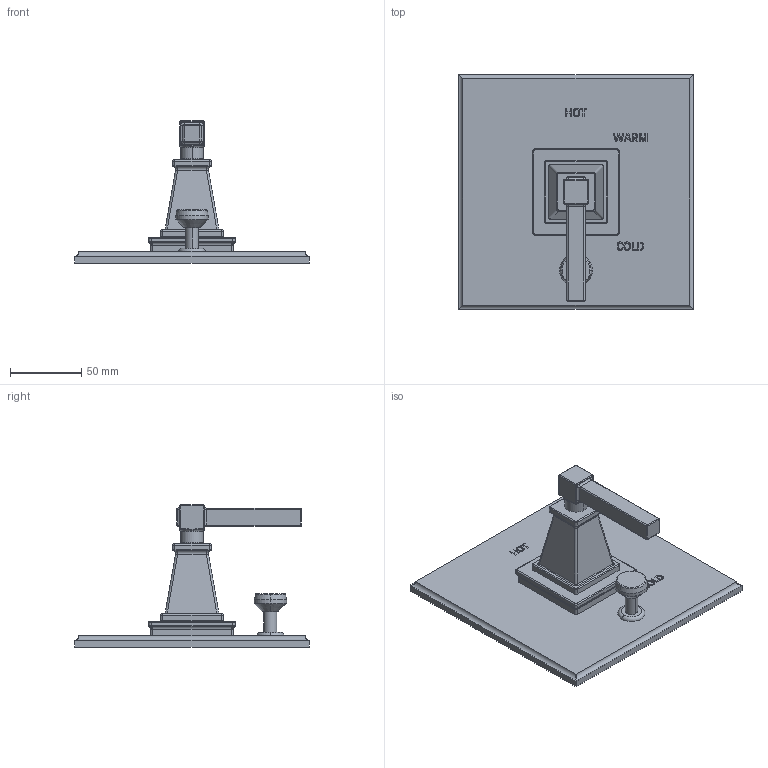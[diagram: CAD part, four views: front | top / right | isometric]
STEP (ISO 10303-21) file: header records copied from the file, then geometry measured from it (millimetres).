
FILE_DESCRIPTION((''),'2;1');
FILE_NAME('5-3142BP','2021-06-09T11:11:13',('jinson.thomas'),(''),'CREO PARAMETRIC BY PTC INC, 2018400','CREO PARAMETRIC BY PTC INC, 2018400','');
FILE_SCHEMA(('CONFIG_CONTROL_DESIGN'));
Length unit declared in the file: inch
Products named in the file (1): 5-3142BP
Bounding box: 165.1 x 165.1 x 100.11 mm (x, y, z)
Volume: 327274.9 mm3; surface area: 75775.9 mm2
Topology: 1 solids, 1 shells, 426 faces, 1026 edges, 625 vertices
Faces by surface type: plane 150, cylinder 104, bspline 69, extrusion 64, torus 23, sphere 12, cone 4
Entity records: 14777 total; most frequent: CARTESIAN_POINT 5433, ORIENTED_EDGE 2044, DIRECTION 1691, EDGE_CURVE 1022, VERTEX_POINT 625, VECTOR 587, AXIS2_PLACEMENT_3D 552, LINE 523
